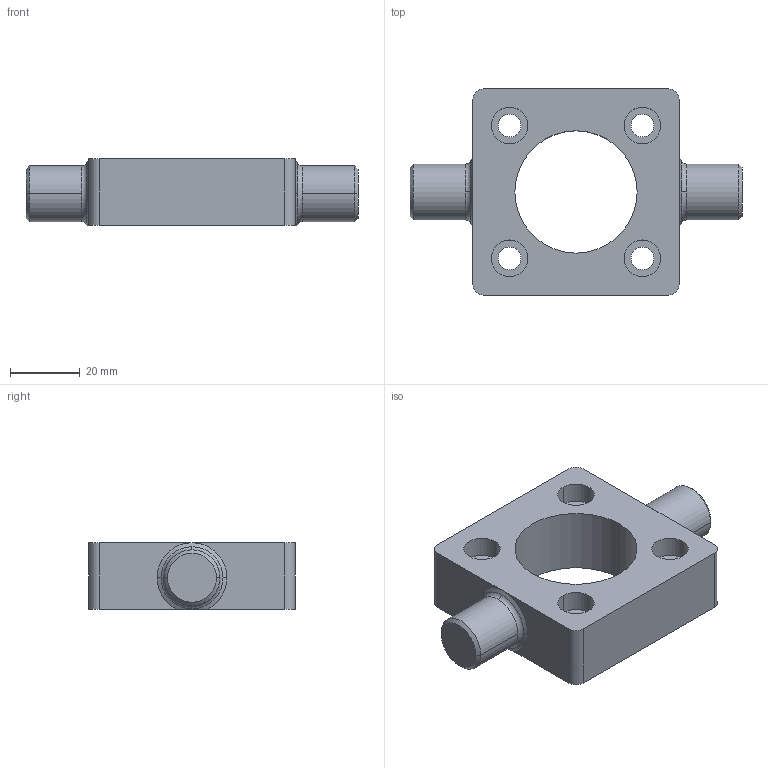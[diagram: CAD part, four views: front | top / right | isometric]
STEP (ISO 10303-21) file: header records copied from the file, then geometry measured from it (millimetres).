
FILE_DESCRIPTION(('STEP AP214'),'1');
FILE_NAME('tourillon_nn040.stp','2017-09-01T04:43:28',('TraceParts'),('TraceParts S.A.'),'Spatial InterOp 3D',' ',' ');
FILE_SCHEMA(('automotive_design'));
Length unit declared in the file: millimetre
Products named in the file (1): tourillon_nn040
Bounding box: 95 x 59 x 19 mm (x, y, z)
Volume: 51228.6 mm3; surface area: 14746.6 mm2
Topology: 1 solids, 1 shells, 52 faces, 132 edges, 86 vertices
Faces by surface type: cylinder 26, plane 14, cone 8, torus 4
Entity records: 1641 total; most frequent: DIRECTION 316, CARTESIAN_POINT 275, ORIENTED_EDGE 264, AXIS2_PLACEMENT_3D 133, EDGE_CURVE 132, VERTEX_POINT 86, CIRCLE 80, EDGE_LOOP 66
